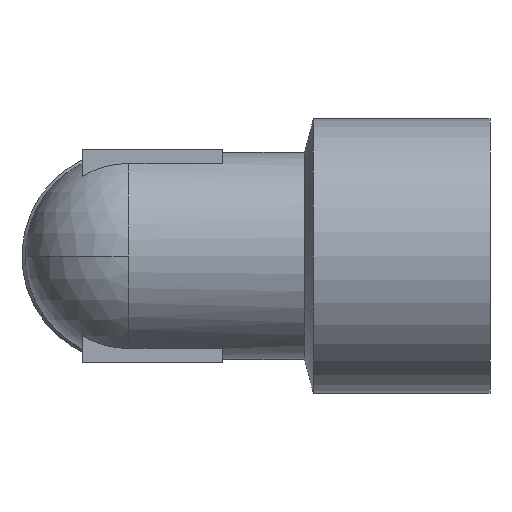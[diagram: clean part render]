
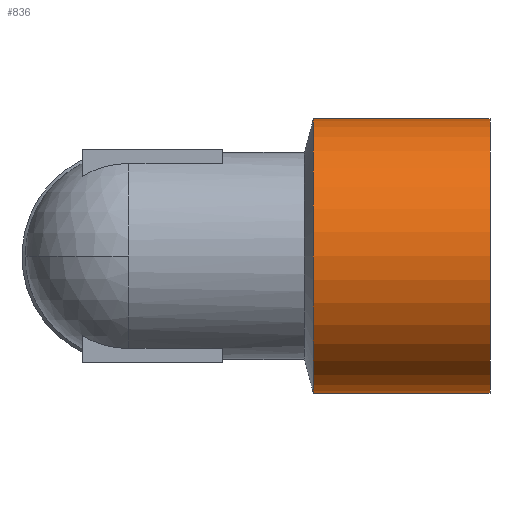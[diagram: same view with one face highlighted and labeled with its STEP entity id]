
A CAD part, left-side view. The second image highlights one B-rep face of the part: STEP entity #836.
In plain terms, the highlighted cylindrical face has radius 10.25 mm (diameter 20.5 mm), a partial arc.
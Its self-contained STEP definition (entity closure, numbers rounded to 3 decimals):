
#341 = ORIENTED_EDGE ( 'NONE', *, *, #1483, .F. ) ;
#342 = ORIENTED_EDGE ( 'NONE', *, *, #1572, .T. ) ;
#343 = ORIENTED_EDGE ( 'NONE', *, *, #1485, .T. ) ;
#344 = ORIENTED_EDGE ( 'NONE', *, *, #1891, .T. ) ;
#429 = FACE_OUTER_BOUND ( 'NONE', #2054, .T. ) ;
#436 = CYLINDRICAL_SURFACE ( 'NONE', #989, 10.25 ) ;
#451 = LINE ( 'NONE', #1265, #461 ) ;
#461 = VECTOR ( 'NONE', #1254, 1000. ) ;
#462 = LINE ( 'NONE', #1264, #464 ) ;
#464 = VECTOR ( 'NONE', #1263, 1000. ) ;
#488 = CIRCLE ( 'NONE', #1009, 10.25 ) ;
#669 = CARTESIAN_POINT ( 'NONE',  ( 0., 17.201, 0. ) ) ;
#670 = DIRECTION ( 'NONE',  ( 0., -1., 0. ) ) ;
#671 = DIRECTION ( 'NONE',  ( 0., 0., -1. ) ) ;
#836 = ADVANCED_FACE ( 'NONE', ( #429 ), #436, .T. ) ;
#989 = AXIS2_PLACEMENT_3D ( 'NONE', #1200, #1196, #1198 ) ;
#1009 = AXIS2_PLACEMENT_3D ( 'NONE', #2204, #2205, #2206 ) ;
#1196 = DIRECTION ( 'NONE',  ( 0., 1., 0. ) ) ;
#1198 = DIRECTION ( 'NONE',  ( 0., 0., 1. ) ) ;
#1200 = CARTESIAN_POINT ( 'NONE',  ( 0., 22.458, 0. ) ) ;
#1240 = CARTESIAN_POINT ( 'NONE',  ( 0., 17.201, 10.25 ) ) ;
#1243 = CARTESIAN_POINT ( 'NONE',  ( 0., 17.201, -10.25 ) ) ;
#1247 = CARTESIAN_POINT ( 'NONE',  ( 0., 4., 10.25 ) ) ;
#1254 = DIRECTION ( 'NONE',  ( 0., 1., 0. ) ) ;
#1263 = DIRECTION ( 'NONE',  ( 0., 1., 0. ) ) ;
#1264 = CARTESIAN_POINT ( 'NONE',  ( 0., 22.458, 10.25 ) ) ;
#1265 = CARTESIAN_POINT ( 'NONE',  ( 0., 22.458, -10.25 ) ) ;
#1286 = CARTESIAN_POINT ( 'NONE',  ( 0., 4., -10.25 ) ) ;
#1415 = VERTEX_POINT ( 'NONE', #1240 ) ;
#1418 = VERTEX_POINT ( 'NONE', #1243 ) ;
#1422 = VERTEX_POINT ( 'NONE', #1247 ) ;
#1483 = EDGE_CURVE ( 'NONE', #1491, #1418, #451, .T. ) ;
#1485 = EDGE_CURVE ( 'NONE', #1422, #1415, #462, .T. ) ;
#1491 = VERTEX_POINT ( 'NONE', #1286 ) ;
#1572 = EDGE_CURVE ( 'NONE', #1491, #1422, #488, .T. ) ;
#1771 = AXIS2_PLACEMENT_3D ( 'NONE', #669, #670, #671 ) ;
#1891 = EDGE_CURVE ( 'NONE', #1415, #1418, #2026, .T. ) ;
#2026 = CIRCLE ( 'NONE', #1771, 10.25 ) ;
#2054 = EDGE_LOOP ( 'NONE', ( #341, #342, #343, #344 ) ) ;
#2204 = CARTESIAN_POINT ( 'NONE',  ( 0., 4., 0. ) ) ;
#2205 = DIRECTION ( 'NONE',  ( 0., 1., 0. ) ) ;
#2206 = DIRECTION ( 'NONE',  ( 0., 0., 1. ) ) ;
